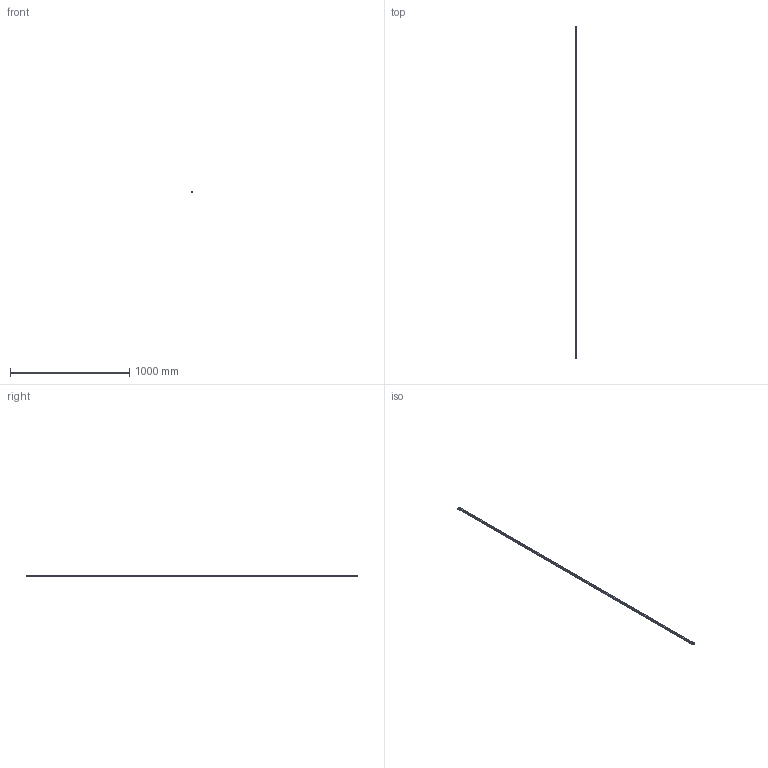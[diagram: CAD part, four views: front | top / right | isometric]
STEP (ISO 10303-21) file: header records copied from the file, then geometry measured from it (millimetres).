
FILE_DESCRIPTION(('STEP AP214'),'1');
FILE_NAME('cctmp_D39C2712-76A2-44A5-89A0-9ED18442CB1B_2020_4_23_13_13_33_669..stp','2020-04-23T11:13:34',('HIWIN GmbH'),('CADClick - www.CADClick.com'),'Spatial InterOp 3D',' ','unknown authorization');
FILE_SCHEMA(('AUTOMOTIVE_DESIGN'));
Length unit declared in the file: millimetre
Products named in the file (1): HGR15R2780H_FILE
Bounding box: 15 x 2780 x 15 mm (x, y, z)
Volume: 510531.4 mm3; surface area: 185302.8 mm2
Topology: 1 solids, 1 shells, 538 faces, 1173 edges, 782 vertices
Faces by surface type: cylinder 308, plane 230
Entity records: 19321 total; most frequent: DIRECTION 2867, CARTESIAN_POINT 2494, ORIENTED_EDGE 2346, EDGE_CURVE 1173, AXIS2_PLACEMENT_3D 1155, VERTEX_POINT 782, EDGE_LOOP 683, CIRCLE 616
